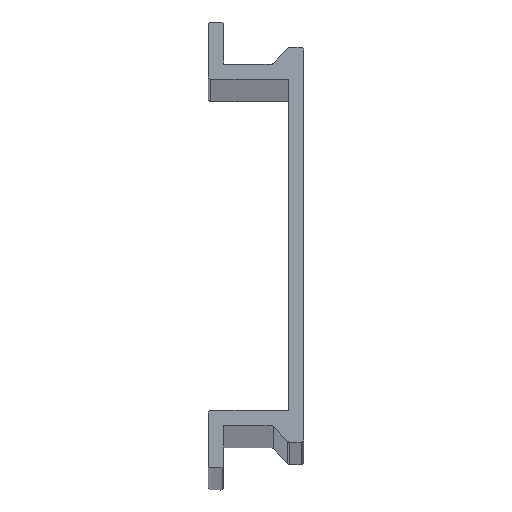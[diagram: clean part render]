
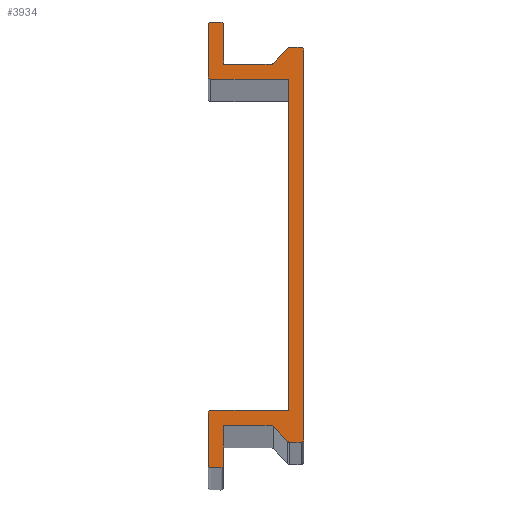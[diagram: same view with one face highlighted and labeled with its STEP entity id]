
A CAD part, top view. The second image highlights one B-rep face of the part: STEP entity #3934.
In plain terms, the highlighted planar face has unit normal (0, 0, 1).
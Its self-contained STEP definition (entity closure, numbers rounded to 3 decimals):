
#21=CIRCLE('',#4058,0.2);
#23=CIRCLE('',#4062,0.2);
#25=CIRCLE('',#4066,0.2);
#27=CIRCLE('',#4071,0.2);
#29=CIRCLE('',#4075,0.2);
#31=CIRCLE('',#4079,0.2);
#90=CIRCLE('',#4140,0.2);
#92=CIRCLE('',#4144,0.2);
#94=CIRCLE('',#4148,0.2);
#96=CIRCLE('',#4153,0.2);
#98=CIRCLE('',#4157,0.2);
#100=CIRCLE('',#4161,0.2);
#579=ORIENTED_EDGE('',*,*,#1097,.T.);
#580=ORIENTED_EDGE('',*,*,#1100,.T.);
#581=ORIENTED_EDGE('',*,*,#1103,.T.);
#582=ORIENTED_EDGE('',*,*,#1106,.T.);
#583=ORIENTED_EDGE('',*,*,#1109,.T.);
#584=ORIENTED_EDGE('',*,*,#1112,.T.);
#585=ORIENTED_EDGE('',*,*,#1115,.T.);
#586=ORIENTED_EDGE('',*,*,#1118,.T.);
#587=ORIENTED_EDGE('',*,*,#1121,.T.);
#588=ORIENTED_EDGE('',*,*,#1124,.T.);
#589=ORIENTED_EDGE('',*,*,#1127,.T.);
#590=ORIENTED_EDGE('',*,*,#1130,.T.);
#591=ORIENTED_EDGE('',*,*,#1249,.T.);
#592=ORIENTED_EDGE('',*,*,#1252,.T.);
#593=ORIENTED_EDGE('',*,*,#1255,.T.);
#594=ORIENTED_EDGE('',*,*,#1258,.T.);
#595=ORIENTED_EDGE('',*,*,#1261,.T.);
#596=ORIENTED_EDGE('',*,*,#1264,.T.);
#597=ORIENTED_EDGE('',*,*,#1267,.T.);
#598=ORIENTED_EDGE('',*,*,#1270,.T.);
#599=ORIENTED_EDGE('',*,*,#1273,.T.);
#600=ORIENTED_EDGE('',*,*,#1276,.T.);
#601=ORIENTED_EDGE('',*,*,#1279,.T.);
#602=ORIENTED_EDGE('',*,*,#1282,.T.);
#603=ORIENTED_EDGE('',*,*,#1285,.T.);
#604=ORIENTED_EDGE('',*,*,#1288,.T.);
#605=ORIENTED_EDGE('',*,*,#1406,.T.);
#606=ORIENTED_EDGE('',*,*,#1094,.T.);
#1094=EDGE_CURVE('',#1523,#1526,#1814,.T.);
#1097=EDGE_CURVE('',#1526,#1528,#21,.T.);
#1100=EDGE_CURVE('',#1528,#1530,#1818,.T.);
#1103=EDGE_CURVE('',#1530,#1532,#23,.T.);
#1106=EDGE_CURVE('',#1532,#1534,#1822,.T.);
#1109=EDGE_CURVE('',#1534,#1536,#25,.T.);
#1112=EDGE_CURVE('',#1536,#1538,#1826,.T.);
#1115=EDGE_CURVE('',#1538,#1540,#1829,.T.);
#1118=EDGE_CURVE('',#1540,#1542,#27,.T.);
#1121=EDGE_CURVE('',#1542,#1544,#1833,.T.);
#1124=EDGE_CURVE('',#1544,#1546,#29,.T.);
#1127=EDGE_CURVE('',#1546,#1548,#1837,.T.);
#1130=EDGE_CURVE('',#1548,#1550,#31,.T.);
#1249=EDGE_CURVE('',#1550,#1668,#1900,.T.);
#1252=EDGE_CURVE('',#1668,#1670,#90,.T.);
#1255=EDGE_CURVE('',#1670,#1672,#1904,.T.);
#1258=EDGE_CURVE('',#1672,#1674,#92,.T.);
#1261=EDGE_CURVE('',#1674,#1676,#1908,.T.);
#1264=EDGE_CURVE('',#1676,#1678,#94,.T.);
#1267=EDGE_CURVE('',#1678,#1680,#1912,.T.);
#1270=EDGE_CURVE('',#1680,#1682,#1915,.T.);
#1273=EDGE_CURVE('',#1682,#1684,#96,.T.);
#1276=EDGE_CURVE('',#1684,#1686,#1919,.T.);
#1279=EDGE_CURVE('',#1686,#1688,#98,.T.);
#1282=EDGE_CURVE('',#1688,#1690,#1923,.T.);
#1285=EDGE_CURVE('',#1690,#1692,#100,.T.);
#1288=EDGE_CURVE('',#1692,#1694,#1927,.T.);
#1406=EDGE_CURVE('',#1694,#1523,#1988,.T.);
#1523=VERTEX_POINT('',#5206);
#1526=VERTEX_POINT('',#5211);
#1528=VERTEX_POINT('',#5217);
#1530=VERTEX_POINT('',#5223);
#1532=VERTEX_POINT('',#5229);
#1534=VERTEX_POINT('',#5235);
#1536=VERTEX_POINT('',#5241);
#1538=VERTEX_POINT('',#5247);
#1540=VERTEX_POINT('',#5253);
#1542=VERTEX_POINT('',#5259);
#1544=VERTEX_POINT('',#5265);
#1546=VERTEX_POINT('',#5271);
#1548=VERTEX_POINT('',#5277);
#1550=VERTEX_POINT('',#5283);
#1668=VERTEX_POINT('',#5521);
#1670=VERTEX_POINT('',#5527);
#1672=VERTEX_POINT('',#5533);
#1674=VERTEX_POINT('',#5539);
#1676=VERTEX_POINT('',#5545);
#1678=VERTEX_POINT('',#5551);
#1680=VERTEX_POINT('',#5557);
#1682=VERTEX_POINT('',#5563);
#1684=VERTEX_POINT('',#5569);
#1686=VERTEX_POINT('',#5575);
#1688=VERTEX_POINT('',#5581);
#1690=VERTEX_POINT('',#5587);
#1692=VERTEX_POINT('',#5593);
#1694=VERTEX_POINT('',#5599);
#1814=LINE('',#5212,#2108);
#1818=LINE('',#5224,#2112);
#1822=LINE('',#5236,#2116);
#1826=LINE('',#5248,#2120);
#1829=LINE('',#5254,#2123);
#1833=LINE('',#5266,#2127);
#1837=LINE('',#5278,#2131);
#1900=LINE('',#5522,#2194);
#1904=LINE('',#5534,#2198);
#1908=LINE('',#5546,#2202);
#1912=LINE('',#5558,#2206);
#1915=LINE('',#5564,#2209);
#1919=LINE('',#5576,#2213);
#1923=LINE('',#5588,#2217);
#1927=LINE('',#5600,#2221);
#1988=LINE('',#5835,#2282);
#2108=VECTOR('',#4346,1000.);
#2112=VECTOR('',#4358,1000.);
#2116=VECTOR('',#4370,1000.);
#2120=VECTOR('',#4382,1000.);
#2123=VECTOR('',#4387,1000.);
#2127=VECTOR('',#4399,1000.);
#2131=VECTOR('',#4411,1000.);
#2194=VECTOR('',#4596,1000.);
#2198=VECTOR('',#4608,1000.);
#2202=VECTOR('',#4620,1000.);
#2206=VECTOR('',#4632,1000.);
#2209=VECTOR('',#4637,1000.);
#2213=VECTOR('',#4649,1000.);
#2217=VECTOR('',#4661,1000.);
#2221=VECTOR('',#4673,1000.);
#2282=VECTOR('',#4850,1000.);
#2485=EDGE_LOOP('',(#579,#580,#581,#582,#583,#584,#585,#586,#587,#588,#589,
#590,#591,#592,#593,#594,#595,#596,#597,#598,#599,#600,#601,#602,#603,#604,
#605,#606));
#2687=FACE_BOUND('',#2485,.T.);
#2821=PLANE('',#4223);
#3934=ADVANCED_FACE('',(#2687),#2821,.T.);
#4058=AXIS2_PLACEMENT_3D('',#5218,#4352,#4353);
#4062=AXIS2_PLACEMENT_3D('',#5230,#4364,#4365);
#4066=AXIS2_PLACEMENT_3D('',#5242,#4376,#4377);
#4071=AXIS2_PLACEMENT_3D('',#5260,#4393,#4394);
#4075=AXIS2_PLACEMENT_3D('',#5272,#4405,#4406);
#4079=AXIS2_PLACEMENT_3D('',#5284,#4417,#4418);
#4140=AXIS2_PLACEMENT_3D('',#5528,#4602,#4603);
#4144=AXIS2_PLACEMENT_3D('',#5540,#4614,#4615);
#4148=AXIS2_PLACEMENT_3D('',#5552,#4626,#4627);
#4153=AXIS2_PLACEMENT_3D('',#5570,#4643,#4644);
#4157=AXIS2_PLACEMENT_3D('',#5582,#4655,#4656);
#4161=AXIS2_PLACEMENT_3D('',#5594,#4667,#4668);
#4223=AXIS2_PLACEMENT_3D('',#5842,#4859,#4860);
#4346=DIRECTION('',(-1.,0.,0.));
#4352=DIRECTION('',(0.,0.,1.));
#4353=DIRECTION('',(0.,1.,0.));
#4358=DIRECTION('',(0.,-1.,0.));
#4364=DIRECTION('',(0.,0.,1.));
#4365=DIRECTION('',(-1.,0.,0.));
#4370=DIRECTION('',(1.,0.,0.));
#4376=DIRECTION('',(0.,0.,1.));
#4377=DIRECTION('',(0.,-1.,0.));
#4382=DIRECTION('',(0.,1.,0.));
#4387=DIRECTION('',(1.,0.,0.));
#4393=DIRECTION('',(0.,0.,-1.));
#4394=DIRECTION('',(0.,1.,0.));
#4399=DIRECTION('',(0.678,-0.735,0.));
#4405=DIRECTION('',(0.,0.,1.));
#4406=DIRECTION('',(-0.735,-0.678,0.));
#4411=DIRECTION('',(1.,0.,0.));
#4417=DIRECTION('',(0.,0.,1.));
#4418=DIRECTION('',(0.,-1.,0.));
#4596=DIRECTION('',(0.,1.,0.));
#4602=DIRECTION('',(0.,0.,1.));
#4603=DIRECTION('',(1.,0.,0.));
#4608=DIRECTION('',(-1.,0.,0.));
#4614=DIRECTION('',(0.,0.,1.));
#4615=DIRECTION('',(0.,1.,0.));
#4620=DIRECTION('',(-0.678,-0.735,0.));
#4626=DIRECTION('',(0.,0.,-1.));
#4627=DIRECTION('',(0.735,-0.678,0.));
#4632=DIRECTION('',(-1.,0.,0.));
#4637=DIRECTION('',(0.,1.,0.));
#4643=DIRECTION('',(0.,0.,1.));
#4644=DIRECTION('',(1.,0.,0.));
#4649=DIRECTION('',(-1.,0.,0.));
#4655=DIRECTION('',(0.,0.,1.));
#4656=DIRECTION('',(0.,1.,0.));
#4661=DIRECTION('',(0.,-1.,0.));
#4667=DIRECTION('',(0.,0.,1.));
#4668=DIRECTION('',(-1.,0.,0.));
#4673=DIRECTION('',(1.,0.,0.));
#4850=DIRECTION('',(0.,-1.,0.));
#4859=DIRECTION('',(0.,0.,1.));
#4860=DIRECTION('',(1.,0.,0.));
#5206=CARTESIAN_POINT('',(25.999,17.617,0.));
#5211=CARTESIAN_POINT('',(19.899,17.617,0.));
#5212=CARTESIAN_POINT('',(25.999,17.617,0.));
#5217=CARTESIAN_POINT('',(19.699,17.417,0.));
#5218=CARTESIAN_POINT('',(19.899,17.417,0.));
#5223=CARTESIAN_POINT('',(19.699,13.317,0.));
#5224=CARTESIAN_POINT('',(19.699,17.417,0.));
#5229=CARTESIAN_POINT('',(19.899,13.117,0.));
#5230=CARTESIAN_POINT('',(19.899,13.317,0.));
#5235=CARTESIAN_POINT('',(20.699,13.117,0.));
#5236=CARTESIAN_POINT('',(19.899,13.117,0.));
#5241=CARTESIAN_POINT('',(20.899,13.317,0.));
#5242=CARTESIAN_POINT('',(20.699,13.317,0.));
#5247=CARTESIAN_POINT('',(20.899,16.417,0.));
#5248=CARTESIAN_POINT('',(20.899,13.317,0.));
#5253=CARTESIAN_POINT('',(24.712,16.417,0.));
#5254=CARTESIAN_POINT('',(20.899,16.417,0.));
#5259=CARTESIAN_POINT('',(24.859,16.353,0.));
#5260=CARTESIAN_POINT('',(24.712,16.217,0.));
#5265=CARTESIAN_POINT('',(25.94,15.182,0.));
#5266=CARTESIAN_POINT('',(24.859,16.353,0.));
#5271=CARTESIAN_POINT('',(26.087,15.117,0.));
#5272=CARTESIAN_POINT('',(26.087,15.317,0.));
#5277=CARTESIAN_POINT('',(26.999,15.117,0.));
#5278=CARTESIAN_POINT('',(26.087,15.117,0.));
#5283=CARTESIAN_POINT('',(27.199,15.317,0.));
#5284=CARTESIAN_POINT('',(26.999,15.317,0.));
#5521=CARTESIAN_POINT('',(27.199,45.917,0.));
#5522=CARTESIAN_POINT('',(27.199,15.317,0.));
#5527=CARTESIAN_POINT('',(26.999,46.117,0.));
#5528=CARTESIAN_POINT('',(26.999,45.917,0.));
#5533=CARTESIAN_POINT('',(26.087,46.117,0.));
#5534=CARTESIAN_POINT('',(26.999,46.117,0.));
#5539=CARTESIAN_POINT('',(25.94,46.053,0.));
#5540=CARTESIAN_POINT('',(26.087,45.917,0.));
#5545=CARTESIAN_POINT('',(24.859,44.882,0.));
#5546=CARTESIAN_POINT('',(25.94,46.053,0.));
#5551=CARTESIAN_POINT('',(24.712,44.817,0.));
#5552=CARTESIAN_POINT('',(24.712,45.017,0.));
#5557=CARTESIAN_POINT('',(20.899,44.817,0.));
#5558=CARTESIAN_POINT('',(24.712,44.817,0.));
#5563=CARTESIAN_POINT('',(20.899,47.917,0.));
#5564=CARTESIAN_POINT('',(20.899,44.817,0.));
#5569=CARTESIAN_POINT('',(20.699,48.117,0.));
#5570=CARTESIAN_POINT('',(20.699,47.917,0.));
#5575=CARTESIAN_POINT('',(19.899,48.117,0.));
#5576=CARTESIAN_POINT('',(20.699,48.117,0.));
#5581=CARTESIAN_POINT('',(19.699,47.917,0.));
#5582=CARTESIAN_POINT('',(19.899,47.917,0.));
#5587=CARTESIAN_POINT('',(19.699,43.817,0.));
#5588=CARTESIAN_POINT('',(19.699,47.917,0.));
#5593=CARTESIAN_POINT('',(19.899,43.617,0.));
#5594=CARTESIAN_POINT('',(19.899,43.817,0.));
#5599=CARTESIAN_POINT('',(25.999,43.617,0.));
#5600=CARTESIAN_POINT('',(19.899,43.617,0.));
#5835=CARTESIAN_POINT('',(25.999,43.617,0.));
#5842=CARTESIAN_POINT('',(0.,0.,0.));
